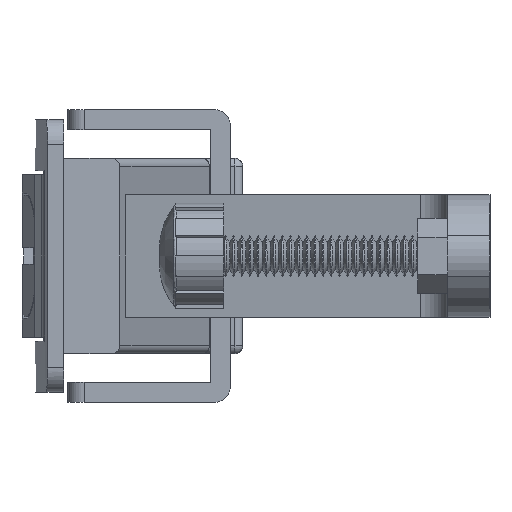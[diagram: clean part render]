
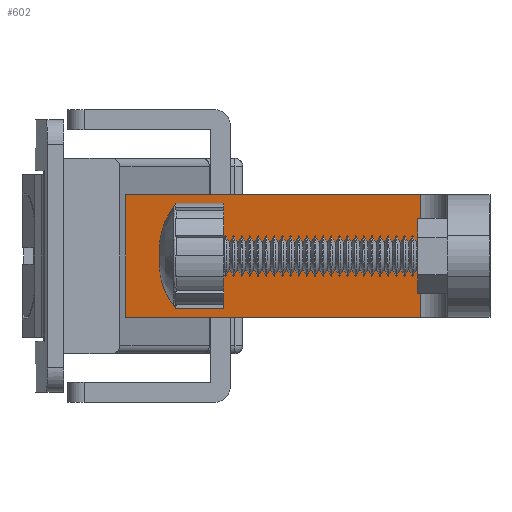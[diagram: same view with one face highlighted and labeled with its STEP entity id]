
A CAD part, left-side view. The second image highlights one B-rep face of the part: STEP entity #602.
In plain terms, the highlighted planar face has unit normal (-0.988, 0.156, 0).
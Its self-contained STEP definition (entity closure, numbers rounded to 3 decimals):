
#602 = ADVANCED_FACE( '', ( #1385 ), #1386, .F. );
#1385 = FACE_OUTER_BOUND( '', #2457, .T. );
#1386 = PLANE( '', #2458 );
#2457 = EDGE_LOOP( '', ( #3938, #3939, #3940, #3941 ) );
#2458 = AXIS2_PLACEMENT_3D( '', #3942, #3943, #3944 );
#3938 = ORIENTED_EDGE( '', *, *, #5764, .T. );
#3939 = ORIENTED_EDGE( '', *, *, #6061, .F. );
#3940 = ORIENTED_EDGE( '', *, *, #6062, .F. );
#3941 = ORIENTED_EDGE( '', *, *, #6063, .T. );
#3942 = CARTESIAN_POINT( '', ( -40.43, -7.625, 7.5 ) );
#3943 = DIRECTION( '', ( 0.988, -0.156, 0. ) );
#3944 = DIRECTION( '', ( 0.156, 0.988, 0. ) );
#5764 = EDGE_CURVE( '', #6807, #6805, #6808, .T. );
#6061 = EDGE_CURVE( '', #7289, #6805, #7290, .T. );
#6062 = EDGE_CURVE( '', #7291, #7289, #7292, .T. );
#6063 = EDGE_CURVE( '', #7291, #6807, #7293, .T. );
#6805 = VERTEX_POINT( '', #8617 );
#6807 = VERTEX_POINT( '', #8619 );
#6808 = LINE( '', #8620, #8621 );
#7289 = VERTEX_POINT( '', #9646 );
#7290 = LINE( '', #9647, #9648 );
#7291 = VERTEX_POINT( '', #9649 );
#7292 = LINE( '', #9650, #9651 );
#7293 = LINE( '', #9652, #9653 );
#8617 = CARTESIAN_POINT( '', ( -46.162, -43.812, -7.5 ) );
#8619 = CARTESIAN_POINT( '', ( -40.43, -7.625, -7.5 ) );
#8620 = CARTESIAN_POINT( '', ( -40.43, -7.625, -7.5 ) );
#8621 = VECTOR( '', #11506, 1000. );
#9646 = CARTESIAN_POINT( '', ( -46.162, -43.812, 7.5 ) );
#9647 = CARTESIAN_POINT( '', ( -46.162, -43.812, 7.5 ) );
#9648 = VECTOR( '', #11884, 1000. );
#9649 = CARTESIAN_POINT( '', ( -40.43, -7.625, 7.5 ) );
#9650 = CARTESIAN_POINT( '', ( -40.43, -7.625, 7.5 ) );
#9651 = VECTOR( '', #11885, 1000. );
#9652 = CARTESIAN_POINT( '', ( -40.43, -7.625, 7.5 ) );
#9653 = VECTOR( '', #11886, 1000. );
#11506 = DIRECTION( '', ( -0.156, -0.988, 0. ) );
#11884 = DIRECTION( '', ( 0., 0., -1. ) );
#11885 = DIRECTION( '', ( -0.156, -0.988, 0. ) );
#11886 = DIRECTION( '', ( 0., 0., -1. ) );
